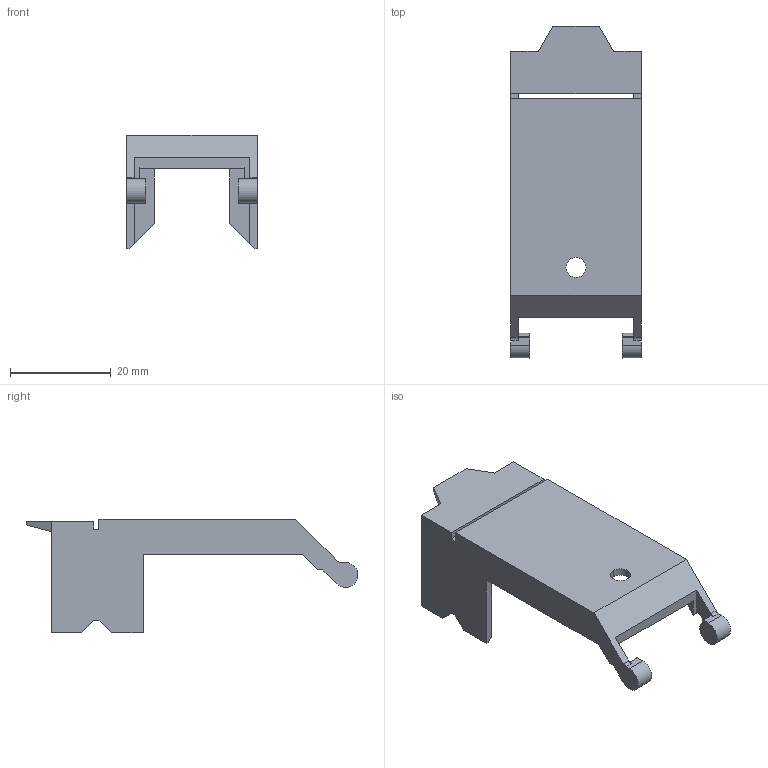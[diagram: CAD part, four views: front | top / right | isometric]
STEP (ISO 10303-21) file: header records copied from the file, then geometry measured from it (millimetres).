
FILE_DESCRIPTION(('CATIA V5 STEP Exchange','CAx-IF Rec.Pracs.--- Model Styling and Organization---1.4--- 2014-01-23'),'2;1');
FILE_NAME ('D1448072_0', '2019-12-20T06:54:56+00:00', ('none'), ('Weidmueller'), 'CATIA Version 5-6 Release 2016 SP3 HF44', 'CATIA V5 STEP AP214', 'none');
FILE_SCHEMA(('AUTOMOTIVE_DESIGN { 1 0 10303 214 1 1 1 1 }'));
Length unit declared in the file: millimetre
Products named in the file (1): 1064480000_WAH 35_BL
Bounding box: 26 x 65.97 x 22.6 mm (x, y, z)
Volume: 4474 mm3; surface area: 6194.9 mm2
Topology: 1 solids, 1 shells, 78 faces, 253 edges, 175 vertices
Faces by surface type: plane 66, cylinder 12
Entity records: 2653 total; most frequent: ORIENTED_EDGE 506, CARTESIAN_POINT 483, DIRECTION 358, EDGE_CURVE 253, VECTOR 222, LINE 222, VERTEX_POINT 175, AXIS2_PLACEMENT_3D 84
